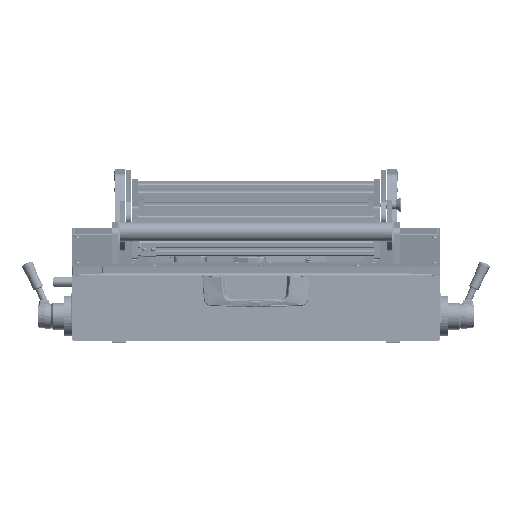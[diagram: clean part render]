
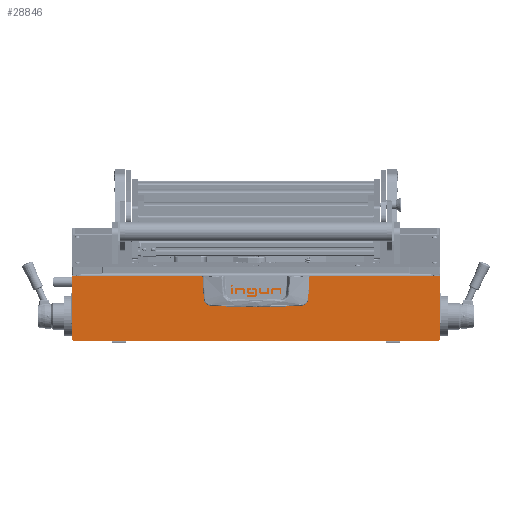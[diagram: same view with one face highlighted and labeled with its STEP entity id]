
A CAD part, top view. The second image highlights one B-rep face of the part: STEP entity #28846.
In plain terms, the highlighted face is planar.
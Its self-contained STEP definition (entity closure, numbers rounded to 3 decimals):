
#460 = ORIENTED_EDGE ( 'NONE', *, *, #139436, .F. ) ;
#812 = CARTESIAN_POINT ( 'NONE',  ( -2., 323., 77.3 ) ) ;
#2169 = EDGE_CURVE ( 'NONE', #156469, #150913, #23444, .T. ) ;
#3582 = VERTEX_POINT ( 'NONE', #6214 ) ;
#4376 = VERTEX_POINT ( 'NONE', #35727 ) ;
#6214 = CARTESIAN_POINT ( 'NONE',  ( -2., 9., 96.566 ) ) ;
#6788 = CIRCLE ( 'NONE', #85916, 3. ) ;
#7376 = VERTEX_POINT ( 'NONE', #20933 ) ;
#8369 = ORIENTED_EDGE ( 'NONE', *, *, #66345, .T. ) ;
#9777 = EDGE_LOOP ( 'NONE', ( #167417, #31477, #169562, #40230, #162428, #146225, #162810, #8369, #124168, #81501 ) ) ;
#10332 = CARTESIAN_POINT ( 'NONE',  ( -2., -2., 2. ) ) ;
#15957 = DIRECTION ( 'NONE',  ( 0., -1., 0. ) ) ;
#18001 = CARTESIAN_POINT ( 'NONE',  ( -2., -4., 97.1 ) ) ;
#20667 = CARTESIAN_POINT ( 'NONE',  ( -2., -4., 96.566 ) ) ;
#20933 = CARTESIAN_POINT ( 'NONE',  ( -2., -4., 2. ) ) ;
#21454 = EDGE_CURVE ( 'NONE', #3582, #156469, #69093, .T. ) ;
#21812 = DIRECTION ( 'NONE',  ( -1., 0., 0. ) ) ;
#23444 = LINE ( 'NONE', #153783, #128369 ) ;
#23549 = CIRCLE ( 'NONE', #79485, 3. ) ;
#23559 = DIRECTION ( 'NONE',  ( 0., 1., 0. ) ) ;
#24050 = LINE ( 'NONE', #88158, #141051 ) ;
#25684 = EDGE_CURVE ( 'NONE', #135837, #3582, #47000, .T. ) ;
#27556 = DIRECTION ( 'NONE',  ( -1., 0., 0. ) ) ;
#28846 = ADVANCED_FACE ( 'NONE', ( #154339, #119524, #90836 ), #30632, .F. ) ;
#30146 = CARTESIAN_POINT ( 'NONE',  ( -2., -2., 0. ) ) ;
#30632 = PLANE ( 'NONE',  #52463 ) ;
#31477 = ORIENTED_EDGE ( 'NONE', *, *, #25684, .T. ) ;
#32297 = CARTESIAN_POINT ( 'NONE',  ( -2., 546., 97.1 ) ) ;
#35727 = CARTESIAN_POINT ( 'NONE',  ( -2., 533., 96.566 ) ) ;
#37182 = DIRECTION ( 'NONE',  ( 0., -1., 0. ) ) ;
#37835 = VECTOR ( 'NONE', #87642, 1000. ) ;
#40230 = ORIENTED_EDGE ( 'NONE', *, *, #2169, .T. ) ;
#40792 = EDGE_CURVE ( 'NONE', #4376, #117414, #24050, .T. ) ;
#45528 = DIRECTION ( 'NONE',  ( 0., 0., -1. ) ) ;
#47000 = LINE ( 'NONE', #121730, #108601 ) ;
#48595 = DIRECTION ( 'NONE',  ( 0., 1., 0. ) ) ;
#50101 = EDGE_LOOP ( 'NONE', ( #135279, #122004 ) ) ;
#50344 = CARTESIAN_POINT ( 'NONE',  ( -2., -4., 0. ) ) ;
#52463 = AXIS2_PLACEMENT_3D ( 'NONE', #18001, #135585, #109851 ) ;
#53390 = VERTEX_POINT ( 'NONE', #149132 ) ;
#60881 = VECTOR ( 'NONE', #117937, 1000. ) ;
#61519 = DIRECTION ( 'NONE',  ( -1., 0., 0. ) ) ;
#61980 = EDGE_CURVE ( 'NONE', #127488, #110688, #6788, .T. ) ;
#63336 = VERTEX_POINT ( 'NONE', #105732 ) ;
#66345 = EDGE_CURVE ( 'NONE', #63336, #53390, #142529, .T. ) ;
#69093 = LINE ( 'NONE', #144252, #60881 ) ;
#70529 = DIRECTION ( 'NONE',  ( -1., 0., 0. ) ) ;
#73385 = CARTESIAN_POINT ( 'NONE',  ( -2., 533., 97.1 ) ) ;
#78139 = CARTESIAN_POINT ( 'NONE',  ( -2., 544., 2. ) ) ;
#78480 = AXIS2_PLACEMENT_3D ( 'NONE', #10332, #21812, #113654 ) ;
#78973 = CIRCLE ( 'NONE', #78480, 2. ) ;
#79485 = AXIS2_PLACEMENT_3D ( 'NONE', #142647, #103130, #37182 ) ;
#80244 = VERTEX_POINT ( 'NONE', #124814 ) ;
#81501 = ORIENTED_EDGE ( 'NONE', *, *, #114949, .T. ) ;
#82993 = LINE ( 'NONE', #50344, #37835 ) ;
#85916 = AXIS2_PLACEMENT_3D ( 'NONE', #107824, #120998, #15957 ) ;
#87642 = DIRECTION ( 'NONE',  ( 0., 1., 0. ) ) ;
#88158 = CARTESIAN_POINT ( 'NONE',  ( -2., -4., 96.566 ) ) ;
#88468 = CARTESIAN_POINT ( 'NONE',  ( -2., 216., 77.3 ) ) ;
#90500 = LINE ( 'NONE', #134894, #121291 ) ;
#90836 = FACE_OUTER_BOUND ( 'NONE', #9777, .T. ) ;
#91235 = VERTEX_POINT ( 'NONE', #161240 ) ;
#93447 = AXIS2_PLACEMENT_3D ( 'NONE', #88468, #61519, #23559 ) ;
#95566 = CARTESIAN_POINT ( 'NONE',  ( -2., 329., 77.3 ) ) ;
#98867 = VERTEX_POINT ( 'NONE', #30146 ) ;
#102545 = LINE ( 'NONE', #165478, #164176 ) ;
#103130 = DIRECTION ( 'NONE',  ( -1., 0., 0. ) ) ;
#105732 = CARTESIAN_POINT ( 'NONE',  ( -2., 546., 2. ) ) ;
#105882 = CARTESIAN_POINT ( 'NONE',  ( -2., 546., 96.566 ) ) ;
#106674 = EDGE_CURVE ( 'NONE', #110688, #127488, #23549, .T. ) ;
#107824 = CARTESIAN_POINT ( 'NONE',  ( -2., 326., 77.3 ) ) ;
#108601 = VECTOR ( 'NONE', #161315, 1000. ) ;
#109851 = DIRECTION ( 'NONE',  ( 0., 1., 0. ) ) ;
#110688 = VERTEX_POINT ( 'NONE', #95566 ) ;
#113654 = DIRECTION ( 'NONE',  ( 0., 1., 0. ) ) ;
#113694 = CARTESIAN_POINT ( 'NONE',  ( -2., 9., 97.1 ) ) ;
#114949 = EDGE_CURVE ( 'NONE', #98867, #7376, #78973, .T. ) ;
#117414 = VERTEX_POINT ( 'NONE', #105882 ) ;
#117937 = DIRECTION ( 'NONE',  ( 0., 0., 1. ) ) ;
#119524 = FACE_BOUND ( 'NONE', #50101, .T. ) ;
#120998 = DIRECTION ( 'NONE',  ( -1., 0., 0. ) ) ;
#121291 = VECTOR ( 'NONE', #122867, 1000. ) ;
#121730 = CARTESIAN_POINT ( 'NONE',  ( -2., -4., 96.566 ) ) ;
#122004 = ORIENTED_EDGE ( 'NONE', *, *, #106674, .F. ) ;
#122453 = CIRCLE ( 'NONE', #93447, 3. ) ;
#122867 = DIRECTION ( 'NONE',  ( 0., 0., -1. ) ) ;
#123892 = CARTESIAN_POINT ( 'NONE',  ( -2., 216., 77.3 ) ) ;
#124168 = ORIENTED_EDGE ( 'NONE', *, *, #143047, .F. ) ;
#124655 = ORIENTED_EDGE ( 'NONE', *, *, #133310, .F. ) ;
#124814 = CARTESIAN_POINT ( 'NONE',  ( -2., 213., 77.3 ) ) ;
#125871 = CIRCLE ( 'NONE', #153002, 3. ) ;
#127488 = VERTEX_POINT ( 'NONE', #812 ) ;
#128369 = VECTOR ( 'NONE', #168160, 1000. ) ;
#129504 = EDGE_CURVE ( 'NONE', #135837, #7376, #102545, .T. ) ;
#131422 = DIRECTION ( 'NONE',  ( 0., 1., 0. ) ) ;
#133310 = EDGE_CURVE ( 'NONE', #91235, #80244, #125871, .T. ) ;
#134894 = CARTESIAN_POINT ( 'NONE',  ( -2., 533., 97.1 ) ) ;
#135279 = ORIENTED_EDGE ( 'NONE', *, *, #61980, .F. ) ;
#135585 = DIRECTION ( 'NONE',  ( 1., 0., 0. ) ) ;
#135837 = VERTEX_POINT ( 'NONE', #20667 ) ;
#139436 = EDGE_CURVE ( 'NONE', #80244, #91235, #122453, .T. ) ;
#139741 = EDGE_LOOP ( 'NONE', ( #460, #124655 ) ) ;
#141051 = VECTOR ( 'NONE', #48595, 1000. ) ;
#141310 = EDGE_CURVE ( 'NONE', #117414, #63336, #157295, .T. ) ;
#142529 = CIRCLE ( 'NONE', #154433, 2. ) ;
#142647 = CARTESIAN_POINT ( 'NONE',  ( -2., 326., 77.3 ) ) ;
#143047 = EDGE_CURVE ( 'NONE', #98867, #53390, #82993, .T. ) ;
#144252 = CARTESIAN_POINT ( 'NONE',  ( -2., 9., 97.1 ) ) ;
#146225 = ORIENTED_EDGE ( 'NONE', *, *, #40792, .T. ) ;
#149132 = CARTESIAN_POINT ( 'NONE',  ( -2., 544., 0. ) ) ;
#150520 = DIRECTION ( 'NONE',  ( 0., 0., -1. ) ) ;
#150913 = VERTEX_POINT ( 'NONE', #73385 ) ;
#153002 = AXIS2_PLACEMENT_3D ( 'NONE', #123892, #70529, #161794 ) ;
#153783 = CARTESIAN_POINT ( 'NONE',  ( -2., -4., 97.1 ) ) ;
#154339 = FACE_BOUND ( 'NONE', #139741, .T. ) ;
#154433 = AXIS2_PLACEMENT_3D ( 'NONE', #78139, #27556, #131422 ) ;
#155322 = VECTOR ( 'NONE', #45528, 1000. ) ;
#156469 = VERTEX_POINT ( 'NONE', #113694 ) ;
#157295 = LINE ( 'NONE', #32297, #155322 ) ;
#161240 = CARTESIAN_POINT ( 'NONE',  ( -2., 219., 77.3 ) ) ;
#161315 = DIRECTION ( 'NONE',  ( 0., 1., 0. ) ) ;
#161794 = DIRECTION ( 'NONE',  ( 0., 1., 0. ) ) ;
#162428 = ORIENTED_EDGE ( 'NONE', *, *, #169086, .T. ) ;
#162810 = ORIENTED_EDGE ( 'NONE', *, *, #141310, .T. ) ;
#164176 = VECTOR ( 'NONE', #150520, 1000. ) ;
#165478 = CARTESIAN_POINT ( 'NONE',  ( -2., -4., 97.1 ) ) ;
#167417 = ORIENTED_EDGE ( 'NONE', *, *, #129504, .F. ) ;
#168160 = DIRECTION ( 'NONE',  ( 0., 1., 0. ) ) ;
#169086 = EDGE_CURVE ( 'NONE', #150913, #4376, #90500, .T. ) ;
#169562 = ORIENTED_EDGE ( 'NONE', *, *, #21454, .T. ) ;
